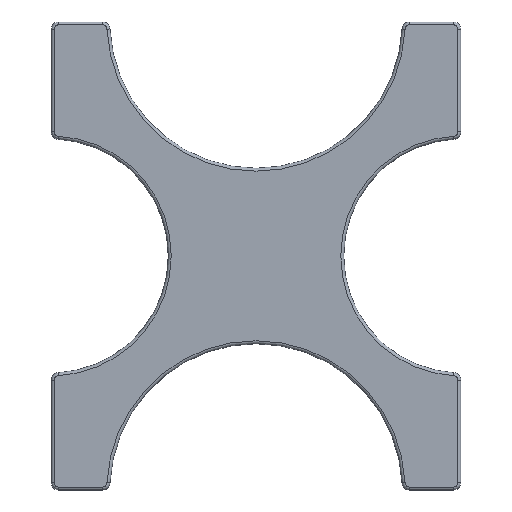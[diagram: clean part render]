
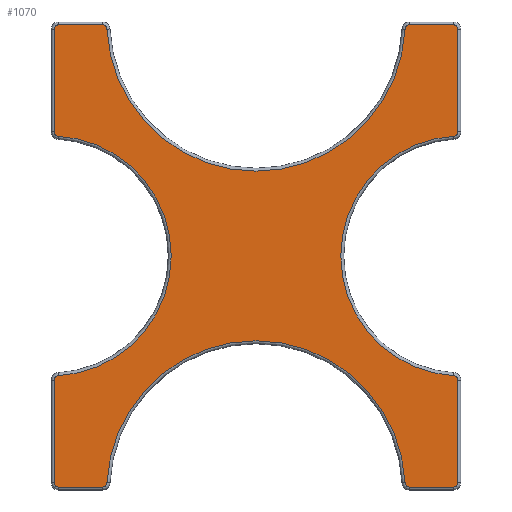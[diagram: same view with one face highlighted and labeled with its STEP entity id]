
A CAD part, top view. The second image highlights one B-rep face of the part: STEP entity #1070.
In plain terms, the highlighted planar face has unit normal (0, 0, 1).
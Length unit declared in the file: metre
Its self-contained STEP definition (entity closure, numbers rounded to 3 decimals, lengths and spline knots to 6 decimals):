
#52=CIRCLE('',#1166,0.0015);
#53=CIRCLE('',#1167,0.0015);
#54=CIRCLE('',#1168,0.0015);
#55=CIRCLE('',#1169,0.041);
#56=CIRCLE('',#1170,0.0015);
#57=CIRCLE('',#1171,0.0015);
#58=CIRCLE('',#1172,0.0015);
#59=CIRCLE('',#1173,0.051);
#60=CIRCLE('',#1174,0.0015);
#61=CIRCLE('',#1175,0.0015);
#62=CIRCLE('',#1176,0.0015);
#63=CIRCLE('',#1177,0.041);
#64=CIRCLE('',#1178,0.0015);
#65=CIRCLE('',#1179,0.0015);
#66=CIRCLE('',#1180,0.0015);
#67=CIRCLE('',#1181,0.051);
#236=ORIENTED_EDGE('',*,*,#572,.T.);
#237=ORIENTED_EDGE('',*,*,#573,.T.);
#238=ORIENTED_EDGE('',*,*,#574,.T.);
#239=ORIENTED_EDGE('',*,*,#575,.T.);
#240=ORIENTED_EDGE('',*,*,#576,.T.);
#241=ORIENTED_EDGE('',*,*,#577,.T.);
#242=ORIENTED_EDGE('',*,*,#578,.T.);
#243=ORIENTED_EDGE('',*,*,#579,.T.);
#244=ORIENTED_EDGE('',*,*,#580,.T.);
#245=ORIENTED_EDGE('',*,*,#581,.T.);
#246=ORIENTED_EDGE('',*,*,#582,.T.);
#247=ORIENTED_EDGE('',*,*,#583,.T.);
#248=ORIENTED_EDGE('',*,*,#584,.T.);
#249=ORIENTED_EDGE('',*,*,#585,.T.);
#250=ORIENTED_EDGE('',*,*,#586,.T.);
#251=ORIENTED_EDGE('',*,*,#587,.T.);
#252=ORIENTED_EDGE('',*,*,#588,.T.);
#253=ORIENTED_EDGE('',*,*,#589,.T.);
#254=ORIENTED_EDGE('',*,*,#590,.T.);
#255=ORIENTED_EDGE('',*,*,#591,.T.);
#256=ORIENTED_EDGE('',*,*,#592,.T.);
#257=ORIENTED_EDGE('',*,*,#593,.T.);
#258=ORIENTED_EDGE('',*,*,#594,.T.);
#259=ORIENTED_EDGE('',*,*,#595,.T.);
#572=EDGE_CURVE('',#740,#741,#52,.T.);
#573=EDGE_CURVE('',#741,#742,#828,.F.);
#574=EDGE_CURVE('',#742,#743,#53,.T.);
#575=EDGE_CURVE('',#743,#744,#829,.T.);
#576=EDGE_CURVE('',#744,#745,#54,.T.);
#577=EDGE_CURVE('',#745,#746,#55,.F.);
#578=EDGE_CURVE('',#746,#747,#56,.T.);
#579=EDGE_CURVE('',#747,#748,#830,.T.);
#580=EDGE_CURVE('',#748,#749,#57,.T.);
#581=EDGE_CURVE('',#749,#750,#831,.T.);
#582=EDGE_CURVE('',#750,#751,#58,.T.);
#583=EDGE_CURVE('',#751,#752,#59,.F.);
#584=EDGE_CURVE('',#752,#753,#60,.T.);
#585=EDGE_CURVE('',#753,#754,#832,.T.);
#586=EDGE_CURVE('',#754,#755,#61,.T.);
#587=EDGE_CURVE('',#755,#756,#833,.F.);
#588=EDGE_CURVE('',#756,#757,#62,.T.);
#589=EDGE_CURVE('',#757,#758,#63,.F.);
#590=EDGE_CURVE('',#758,#759,#64,.T.);
#591=EDGE_CURVE('',#759,#760,#834,.F.);
#592=EDGE_CURVE('',#760,#761,#65,.T.);
#593=EDGE_CURVE('',#761,#762,#835,.F.);
#594=EDGE_CURVE('',#762,#763,#66,.T.);
#595=EDGE_CURVE('',#763,#740,#67,.F.);
#740=VERTEX_POINT('',#1872);
#741=VERTEX_POINT('',#1873);
#742=VERTEX_POINT('',#1875);
#743=VERTEX_POINT('',#1877);
#744=VERTEX_POINT('',#1879);
#745=VERTEX_POINT('',#1881);
#746=VERTEX_POINT('',#1883);
#747=VERTEX_POINT('',#1885);
#748=VERTEX_POINT('',#1887);
#749=VERTEX_POINT('',#1889);
#750=VERTEX_POINT('',#1891);
#751=VERTEX_POINT('',#1893);
#752=VERTEX_POINT('',#1895);
#753=VERTEX_POINT('',#1897);
#754=VERTEX_POINT('',#1899);
#755=VERTEX_POINT('',#1901);
#756=VERTEX_POINT('',#1903);
#757=VERTEX_POINT('',#1905);
#758=VERTEX_POINT('',#1907);
#759=VERTEX_POINT('',#1909);
#760=VERTEX_POINT('',#1911);
#761=VERTEX_POINT('',#1913);
#762=VERTEX_POINT('',#1915);
#763=VERTEX_POINT('',#1917);
#828=LINE('',#1874,#884);
#829=LINE('',#1878,#885);
#830=LINE('',#1886,#886);
#831=LINE('',#1890,#887);
#832=LINE('',#1898,#888);
#833=LINE('',#1902,#889);
#834=LINE('',#1910,#890);
#835=LINE('',#1914,#891);
#884=VECTOR('',#1417,1.);
#885=VECTOR('',#1420,1.);
#886=VECTOR('',#1427,1.);
#887=VECTOR('',#1430,1.);
#888=VECTOR('',#1437,1.);
#889=VECTOR('',#1440,1.);
#890=VECTOR('',#1447,1.);
#891=VECTOR('',#1450,1.);
#912=EDGE_LOOP('',(#236,#237,#238,#239,#240,#241,#242,#243,#244,#245,#246,
#247,#248,#249,#250,#251,#252,#253,#254,#255,#256,#257,#258,#259));
#986=FACE_BOUND('',#912,.T.);
#1056=PLANE('',#1165);
#1070=ADVANCED_FACE('',(#986),#1056,.T.);
#1165=AXIS2_PLACEMENT_3D('',#1870,#1413,#1414);
#1166=AXIS2_PLACEMENT_3D('',#1871,#1415,#1416);
#1167=AXIS2_PLACEMENT_3D('',#1876,#1418,#1419);
#1168=AXIS2_PLACEMENT_3D('',#1880,#1421,#1422);
#1169=AXIS2_PLACEMENT_3D('',#1882,#1423,#1424);
#1170=AXIS2_PLACEMENT_3D('',#1884,#1425,#1426);
#1171=AXIS2_PLACEMENT_3D('',#1888,#1428,#1429);
#1172=AXIS2_PLACEMENT_3D('',#1892,#1431,#1432);
#1173=AXIS2_PLACEMENT_3D('',#1894,#1433,#1434);
#1174=AXIS2_PLACEMENT_3D('',#1896,#1435,#1436);
#1175=AXIS2_PLACEMENT_3D('',#1900,#1438,#1439);
#1176=AXIS2_PLACEMENT_3D('',#1904,#1441,#1442);
#1177=AXIS2_PLACEMENT_3D('',#1906,#1443,#1444);
#1178=AXIS2_PLACEMENT_3D('',#1908,#1445,#1446);
#1179=AXIS2_PLACEMENT_3D('',#1912,#1448,#1449);
#1180=AXIS2_PLACEMENT_3D('',#1916,#1451,#1452);
#1181=AXIS2_PLACEMENT_3D('',#1918,#1453,#1454);
#1413=DIRECTION('',(0.,0.,1.));
#1414=DIRECTION('',(1.,0.,0.));
#1415=DIRECTION('',(0.,0.,1.));
#1416=DIRECTION('',(1.,0.,0.));
#1417=DIRECTION('',(-1.,0.,0.));
#1418=DIRECTION('',(0.,0.,1.));
#1419=DIRECTION('',(1.,0.,0.));
#1420=DIRECTION('',(0.,1.,0.));
#1421=DIRECTION('',(0.,0.,1.));
#1422=DIRECTION('',(1.,0.,0.));
#1423=DIRECTION('',(0.,0.,1.));
#1424=DIRECTION('',(1.,0.,0.));
#1425=DIRECTION('',(0.,0.,1.));
#1426=DIRECTION('',(1.,0.,0.));
#1427=DIRECTION('',(0.,1.,0.));
#1428=DIRECTION('',(0.,0.,1.));
#1429=DIRECTION('',(1.,0.,0.));
#1430=DIRECTION('',(-1.,0.,0.));
#1431=DIRECTION('',(0.,0.,1.));
#1432=DIRECTION('',(1.,0.,0.));
#1433=DIRECTION('',(0.,0.,1.));
#1434=DIRECTION('',(1.,0.,0.));
#1435=DIRECTION('',(0.,0.,1.));
#1436=DIRECTION('',(1.,0.,0.));
#1437=DIRECTION('',(-1.,0.,0.));
#1438=DIRECTION('',(0.,0.,1.));
#1439=DIRECTION('',(1.,0.,0.));
#1440=DIRECTION('',(0.,1.,0.));
#1441=DIRECTION('',(0.,0.,1.));
#1442=DIRECTION('',(1.,0.,0.));
#1443=DIRECTION('',(0.,0.,1.));
#1444=DIRECTION('',(1.,0.,0.));
#1445=DIRECTION('',(0.,0.,1.));
#1446=DIRECTION('',(1.,0.,0.));
#1447=DIRECTION('',(0.,1.,0.));
#1448=DIRECTION('',(0.,0.,1.));
#1449=DIRECTION('',(1.,0.,0.));
#1450=DIRECTION('',(-1.,0.,0.));
#1451=DIRECTION('',(0.,0.,1.));
#1452=DIRECTION('',(1.,0.,0.));
#1453=DIRECTION('',(0.,0.,1.));
#1454=DIRECTION('',(1.,0.,0.));
#1870=CARTESIAN_POINT('',(0.002036,-0.003654,0.265));
#1871=CARTESIAN_POINT('',(0.05244,-0.0775,0.265));
#1872=CARTESIAN_POINT('',(0.050942,-0.077571,0.265));
#1873=CARTESIAN_POINT('',(0.05244,-0.079,0.265));
#1874=CARTESIAN_POINT('',(0.002036,-0.079,0.265));
#1875=CARTESIAN_POINT('',(0.0675,-0.079,0.265));
#1876=CARTESIAN_POINT('',(0.0675,-0.0775,0.265));
#1877=CARTESIAN_POINT('',(0.069,-0.0775,0.265));
#1878=CARTESIAN_POINT('',(0.069,-0.042426,0.265));
#1879=CARTESIAN_POINT('',(0.069,-0.042426,0.265));
#1880=CARTESIAN_POINT('',(0.0675,-0.042426,0.265));
#1881=CARTESIAN_POINT('',(0.067588,-0.040929,0.265));
#1882=CARTESIAN_POINT('',(0.07,0.,0.265));
#1883=CARTESIAN_POINT('',(0.067588,0.040929,0.265));
#1884=CARTESIAN_POINT('',(0.0675,0.042426,0.265));
#1885=CARTESIAN_POINT('',(0.069,0.042426,0.265));
#1886=CARTESIAN_POINT('',(0.069,0.0775,0.265));
#1887=CARTESIAN_POINT('',(0.069,0.0775,0.265));
#1888=CARTESIAN_POINT('',(0.0675,0.0775,0.265));
#1889=CARTESIAN_POINT('',(0.0675,0.079,0.265));
#1890=CARTESIAN_POINT('',(0.05244,0.079,0.265));
#1891=CARTESIAN_POINT('',(0.05244,0.079,0.265));
#1892=CARTESIAN_POINT('',(0.05244,0.0775,0.265));
#1893=CARTESIAN_POINT('',(0.050942,0.077571,0.265));
#1894=CARTESIAN_POINT('',(0.,0.08,0.265));
#1895=CARTESIAN_POINT('',(-0.050942,0.077571,0.265));
#1896=CARTESIAN_POINT('',(-0.05244,0.0775,0.265));
#1897=CARTESIAN_POINT('',(-0.05244,0.079,0.265));
#1898=CARTESIAN_POINT('',(-0.0675,0.079,0.265));
#1899=CARTESIAN_POINT('',(-0.0675,0.079,0.265));
#1900=CARTESIAN_POINT('',(-0.0675,0.0775,0.265));
#1901=CARTESIAN_POINT('',(-0.069,0.0775,0.265));
#1902=CARTESIAN_POINT('',(-0.069,-0.003654,0.265));
#1903=CARTESIAN_POINT('',(-0.069,0.042426,0.265));
#1904=CARTESIAN_POINT('',(-0.0675,0.042426,0.265));
#1905=CARTESIAN_POINT('',(-0.067588,0.040929,0.265));
#1906=CARTESIAN_POINT('',(-0.07,0.,0.265));
#1907=CARTESIAN_POINT('',(-0.067588,-0.040929,0.265));
#1908=CARTESIAN_POINT('',(-0.0675,-0.042426,0.265));
#1909=CARTESIAN_POINT('',(-0.069,-0.042426,0.265));
#1910=CARTESIAN_POINT('',(-0.069,-0.003654,0.265));
#1911=CARTESIAN_POINT('',(-0.069,-0.0775,0.265));
#1912=CARTESIAN_POINT('',(-0.0675,-0.0775,0.265));
#1913=CARTESIAN_POINT('',(-0.0675,-0.079,0.265));
#1914=CARTESIAN_POINT('',(0.002036,-0.079,0.265));
#1915=CARTESIAN_POINT('',(-0.05244,-0.079,0.265));
#1916=CARTESIAN_POINT('',(-0.05244,-0.0775,0.265));
#1917=CARTESIAN_POINT('',(-0.050942,-0.077571,0.265));
#1918=CARTESIAN_POINT('',(0.,-0.08,0.265));
